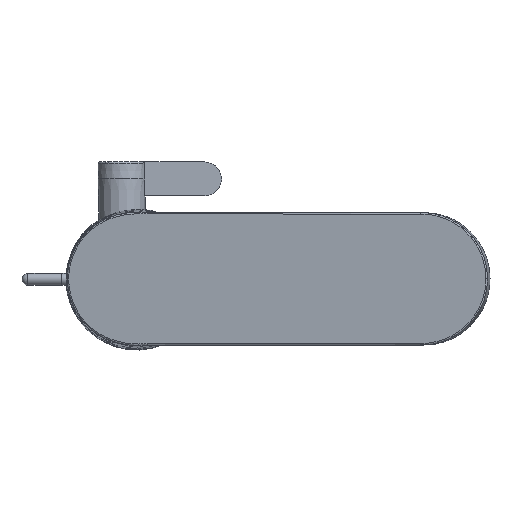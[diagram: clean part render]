
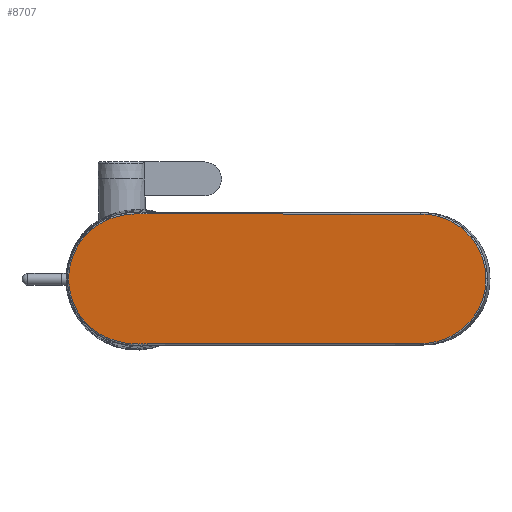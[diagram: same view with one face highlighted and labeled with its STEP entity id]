
A CAD part, top view. The second image highlights one B-rep face of the part: STEP entity #8707.
In plain terms, the highlighted planar face has unit normal (-0.122, 0, 0.993).
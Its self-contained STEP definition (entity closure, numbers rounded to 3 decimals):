
#239=CIRCLE('',#9223,102.893);
#240=CIRCLE('',#9224,102.893);
#429=PLANE('',#9222);
#677=LINE('',#13538,#1381);
#678=LINE('',#13540,#1382);
#1381=VECTOR('',#9844,1000.);
#1382=VECTOR('',#9845,1000.);
#2085=(
BOUNDED_CURVE()
B_SPLINE_CURVE(3,(#13491,#13492,#13493,#13494,#13495,#13496,#13497,#13498,
#13499,#13500),.UNSPECIFIED.,.F.,.F.)
B_SPLINE_CURVE_WITH_KNOTS((4,2,2,2,4),(0.,0.25,0.5,0.75,1.),
 .UNSPECIFIED.)
CURVE()
GEOMETRIC_REPRESENTATION_ITEM()
RATIONAL_B_SPLINE_CURVE((1.,1.,1.,1.,1.,1.,1.,1.,1.,1.))
REPRESENTATION_ITEM('')
);
#2086=(
BOUNDED_CURVE()
B_SPLINE_CURVE(3,(#13503,#13504,#13505,#13506,#13507,#13508,#13509,#13510,
#13511,#13512),.UNSPECIFIED.,.F.,.F.)
B_SPLINE_CURVE_WITH_KNOTS((4,2,2,2,4),(0.,0.25,0.5,0.75,1.),
 .UNSPECIFIED.)
CURVE()
GEOMETRIC_REPRESENTATION_ITEM()
RATIONAL_B_SPLINE_CURVE((1.,1.,1.,1.,1.,1.,1.,1.,1.,1.))
REPRESENTATION_ITEM('')
);
#2087=(
BOUNDED_CURVE()
B_SPLINE_CURVE(3,(#13514,#13515,#13516,#13517,#13518,#13519,#13520,#13521,
#13522,#13523),.UNSPECIFIED.,.F.,.F.)
B_SPLINE_CURVE_WITH_KNOTS((4,3,3,4),(0.,0.401,0.803,
1.),.PIECEWISE_BEZIER_KNOTS.)
CURVE()
GEOMETRIC_REPRESENTATION_ITEM()
RATIONAL_B_SPLINE_CURVE((1.,1.,1.,1.,1.,1.,1.,1.,1.,1.))
REPRESENTATION_ITEM('')
);
#2088=(
BOUNDED_CURVE()
B_SPLINE_CURVE(3,(#13527,#13528,#13529,#13530,#13531,#13532,#13533,#13534,
#13535,#13536),.UNSPECIFIED.,.F.,.F.)
B_SPLINE_CURVE_WITH_KNOTS((4,2,2,2,4),(0.,0.25,0.5,0.75,1.),
 .UNSPECIFIED.)
CURVE()
GEOMETRIC_REPRESENTATION_ITEM()
RATIONAL_B_SPLINE_CURVE((1.,1.,1.,1.,1.,1.,1.,1.,1.,1.))
REPRESENTATION_ITEM('')
);
#2089=(
BOUNDED_CURVE()
B_SPLINE_CURVE(3,(#13542,#13543,#13544,#13545,#13546,#13547,#13548,#13549,
#13550,#13551),.UNSPECIFIED.,.F.,.F.)
B_SPLINE_CURVE_WITH_KNOTS((4,2,2,2,4),(0.,0.25,0.5,0.75,1.),
 .UNSPECIFIED.)
CURVE()
GEOMETRIC_REPRESENTATION_ITEM()
RATIONAL_B_SPLINE_CURVE((1.,1.,1.,1.,1.,1.,1.,1.,1.,1.))
REPRESENTATION_ITEM('')
);
#2090=(
BOUNDED_CURVE()
B_SPLINE_CURVE(3,(#13555,#13556,#13557,#13558,#13559,#13560,#13561,#13562,
#13563,#13564),.UNSPECIFIED.,.F.,.F.)
B_SPLINE_CURVE_WITH_KNOTS((4,3,3,4),(0.,0.401,0.803,
1.),.PIECEWISE_BEZIER_KNOTS.)
CURVE()
GEOMETRIC_REPRESENTATION_ITEM()
RATIONAL_B_SPLINE_CURVE((1.,1.,1.,1.,1.,1.,1.,1.,1.,1.))
REPRESENTATION_ITEM('')
);
#2195=ORIENTED_EDGE('',*,*,#4697,.F.);
#2196=ORIENTED_EDGE('',*,*,#4698,.T.);
#2197=ORIENTED_EDGE('',*,*,#4699,.T.);
#2198=ORIENTED_EDGE('',*,*,#4700,.T.);
#2199=ORIENTED_EDGE('',*,*,#4701,.T.);
#2200=ORIENTED_EDGE('',*,*,#4702,.T.);
#2201=ORIENTED_EDGE('',*,*,#4703,.F.);
#2202=ORIENTED_EDGE('',*,*,#4704,.F.);
#2203=ORIENTED_EDGE('',*,*,#4705,.F.);
#2204=ORIENTED_EDGE('',*,*,#4706,.F.);
#4697=EDGE_CURVE('',#5945,#5946,#2085,.T.);
#4698=EDGE_CURVE('',#5945,#5947,#2086,.T.);
#4699=EDGE_CURVE('',#5947,#5948,#2087,.T.);
#4700=EDGE_CURVE('',#5948,#5949,#239,.T.);
#4701=EDGE_CURVE('',#5949,#5950,#2088,.T.);
#4702=EDGE_CURVE('',#5950,#5951,#677,.T.);
#4703=EDGE_CURVE('',#5952,#5951,#678,.T.);
#4704=EDGE_CURVE('',#5953,#5952,#2089,.T.);
#4705=EDGE_CURVE('',#5954,#5953,#240,.T.);
#4706=EDGE_CURVE('',#5946,#5954,#2090,.T.);
#5945=VERTEX_POINT('',#13501);
#5946=VERTEX_POINT('',#13502);
#5947=VERTEX_POINT('',#13513);
#5948=VERTEX_POINT('',#13524);
#5949=VERTEX_POINT('',#13526);
#5950=VERTEX_POINT('',#13537);
#5951=VERTEX_POINT('',#13539);
#5952=VERTEX_POINT('',#13541);
#5953=VERTEX_POINT('',#13552);
#5954=VERTEX_POINT('',#13554);
#7039=EDGE_LOOP('',(#2195,#2196,#2197,#2198,#2199,#2200,#2201,#2202,#2203,
#2204));
#7584=FACE_BOUND('',#7039,.T.);
#8707=ADVANCED_FACE('',(#7584),#429,.T.);
#9222=AXIS2_PLACEMENT_3D('',#13490,#9840,#9841);
#9223=AXIS2_PLACEMENT_3D('',#13525,#9842,#9843);
#9224=AXIS2_PLACEMENT_3D('',#13553,#9846,#9847);
#9840=DIRECTION('',(-0.122,0.,0.993));
#9841=DIRECTION('',(0.,1.,0.));
#9842=DIRECTION('',(0.122,0.,-0.993));
#9843=DIRECTION('',(-0.001,-1.,0.));
#9844=DIRECTION('',(-0.006,-1.,-0.001));
#9845=DIRECTION('',(-0.006,1.,-0.001));
#9846=DIRECTION('',(-0.122,0.,0.993));
#9847=DIRECTION('',(-0.001,1.,0.));
#13490=CARTESIAN_POINT('',(0.958,0.,117.198));
#13491=CARTESIAN_POINT('',(118.436,0.,131.623));
#13492=CARTESIAN_POINT('',(118.436,-2.929,131.623));
#13493=CARTESIAN_POINT('',(117.861,-5.842,131.552));
#13494=CARTESIAN_POINT('',(115.627,-11.159,131.278));
#13495=CARTESIAN_POINT('',(113.964,-13.614,131.073));
#13496=CARTESIAN_POINT('',(109.854,-17.661,130.569));
#13497=CARTESIAN_POINT('',(107.397,-19.27,130.267));
#13498=CARTESIAN_POINT('',(102.04,-21.44,129.609));
#13499=CARTESIAN_POINT('',(99.18,-21.938,129.258));
#13500=CARTESIAN_POINT('',(96.28,-21.942,128.902));
#13501=CARTESIAN_POINT('',(118.43,0.,131.622));
#13502=CARTESIAN_POINT('',(96.28,-21.942,128.902));
#13503=CARTESIAN_POINT('',(118.436,0.,131.623));
#13504=CARTESIAN_POINT('',(118.436,2.929,131.623));
#13505=CARTESIAN_POINT('',(117.861,5.842,131.552));
#13506=CARTESIAN_POINT('',(115.627,11.159,131.278));
#13507=CARTESIAN_POINT('',(113.964,13.614,131.073));
#13508=CARTESIAN_POINT('',(109.854,17.661,130.569));
#13509=CARTESIAN_POINT('',(107.397,19.27,130.267));
#13510=CARTESIAN_POINT('',(102.04,21.44,129.609));
#13511=CARTESIAN_POINT('',(99.18,21.938,129.258));
#13512=CARTESIAN_POINT('',(96.28,21.942,128.902));
#13513=CARTESIAN_POINT('',(96.28,21.942,128.902));
#13514=CARTESIAN_POINT('',(96.28,21.942,128.902));
#13515=CARTESIAN_POINT('',(83.888,21.957,127.38));
#13516=CARTESIAN_POINT('',(71.495,21.972,125.859));
#13517=CARTESIAN_POINT('',(59.102,21.984,124.337));
#13518=CARTESIAN_POINT('',(46.71,21.997,122.816));
#13519=CARTESIAN_POINT('',(34.317,22.007,121.294));
#13520=CARTESIAN_POINT('',(21.924,22.018,119.772));
#13521=CARTESIAN_POINT('',(15.829,22.023,119.024));
#13522=CARTESIAN_POINT('',(9.734,22.028,118.275));
#13523=CARTESIAN_POINT('',(3.639,22.034,117.527));
#13524=CARTESIAN_POINT('',(3.639,22.034,117.527));
#13525=CARTESIAN_POINT('',(3.739,124.927,117.539));
#13526=CARTESIAN_POINT('',(0.623,22.082,117.157));
#13527=CARTESIAN_POINT('',(0.623,22.082,117.157));
#13528=CARTESIAN_POINT('',(-2.402,22.175,116.785));
#13529=CARTESIAN_POINT('',(-5.404,21.679,116.417));
#13530=CARTESIAN_POINT('',(-11.056,19.659,115.723));
#13531=CARTESIAN_POINT('',(-13.721,18.117,115.396));
#13532=CARTESIAN_POINT('',(-18.161,14.102,114.85));
#13533=CARTESIAN_POINT('',(-19.954,11.58,114.63));
#13534=CARTESIAN_POINT('',(-22.376,6.055,114.333));
#13535=CARTESIAN_POINT('',(-23.025,3.057,114.253));
#13536=CARTESIAN_POINT('',(-23.008,0.004,114.255));
#13537=CARTESIAN_POINT('',(-23.008,0.004,114.255));
#13538=CARTESIAN_POINT('',(-23.008,0.002,114.255));
#13539=CARTESIAN_POINT('',(-23.008,0.,114.255));
#13540=CARTESIAN_POINT('',(-23.008,-0.002,114.255));
#13541=CARTESIAN_POINT('',(-23.008,-0.004,114.255));
#13542=CARTESIAN_POINT('',(0.623,-22.082,117.157));
#13543=CARTESIAN_POINT('',(-2.402,-22.175,116.785));
#13544=CARTESIAN_POINT('',(-5.404,-21.679,116.417));
#13545=CARTESIAN_POINT('',(-11.056,-19.659,115.723));
#13546=CARTESIAN_POINT('',(-13.721,-18.117,115.396));
#13547=CARTESIAN_POINT('',(-18.161,-14.102,114.85));
#13548=CARTESIAN_POINT('',(-19.954,-11.58,114.63));
#13549=CARTESIAN_POINT('',(-22.376,-6.055,114.333));
#13550=CARTESIAN_POINT('',(-23.025,-3.057,114.253));
#13551=CARTESIAN_POINT('',(-23.008,-0.004,114.255));
#13552=CARTESIAN_POINT('',(0.623,-22.082,117.157));
#13553=CARTESIAN_POINT('',(3.739,-124.927,117.539));
#13554=CARTESIAN_POINT('',(3.639,-22.034,117.527));
#13555=CARTESIAN_POINT('',(96.28,-21.942,128.902));
#13556=CARTESIAN_POINT('',(83.888,-21.957,127.38));
#13557=CARTESIAN_POINT('',(71.495,-21.972,125.859));
#13558=CARTESIAN_POINT('',(59.102,-21.984,124.337));
#13559=CARTESIAN_POINT('',(46.71,-21.997,122.816));
#13560=CARTESIAN_POINT('',(34.317,-22.007,121.294));
#13561=CARTESIAN_POINT('',(21.924,-22.018,119.772));
#13562=CARTESIAN_POINT('',(15.829,-22.023,119.024));
#13563=CARTESIAN_POINT('',(9.734,-22.028,118.275));
#13564=CARTESIAN_POINT('',(3.639,-22.034,117.527));
